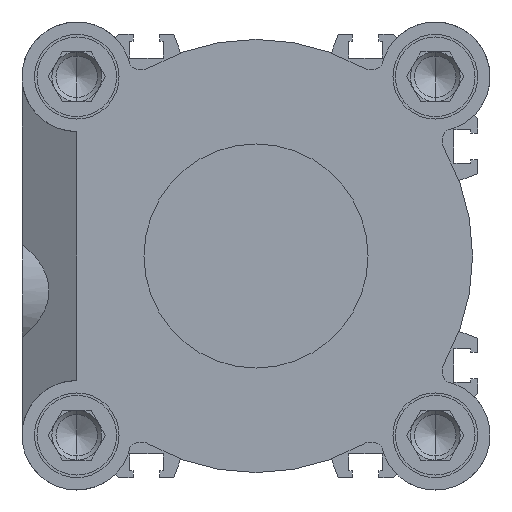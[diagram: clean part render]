
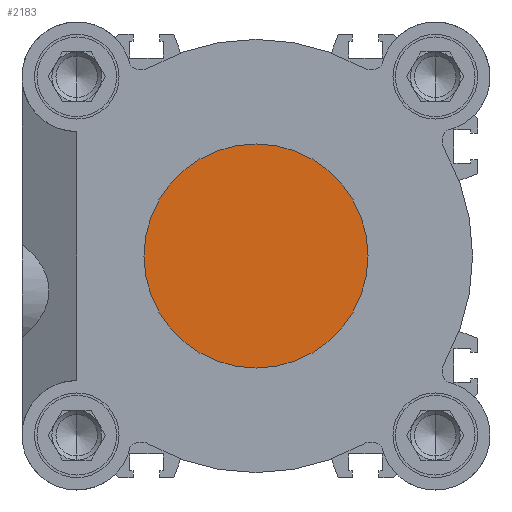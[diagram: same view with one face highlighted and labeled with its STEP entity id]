
A CAD part, left-side view. The second image highlights one B-rep face of the part: STEP entity #2183.
In plain terms, the highlighted face is planar.
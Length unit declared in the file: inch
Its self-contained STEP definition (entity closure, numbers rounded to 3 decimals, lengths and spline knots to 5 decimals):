
#685 = DIRECTION ( 'NONE',  ( 0., 0., 1. ) ) ;
#1058 = CARTESIAN_POINT ( 'NONE',  ( 1.65354, 0., 0.88583 ) ) ;
#1424 = ORIENTED_EDGE ( 'NONE', *, *, #8693, .F. ) ;
#1743 = CARTESIAN_POINT ( 'NONE',  ( 1.65354, 0., 0. ) ) ;
#2009 = CARTESIAN_POINT ( 'NONE',  ( 1.65354, 0., 0. ) ) ;
#2183 = ADVANCED_FACE ( 'NONE', ( #9363 ), #9597, .F. ) ;
#2743 = DIRECTION ( 'NONE',  ( 0., 0., 1. ) ) ;
#2782 = AXIS2_PLACEMENT_3D ( 'NONE', #7609, #6638, #685 ) ;
#2899 = AXIS2_PLACEMENT_3D ( 'NONE', #2009, #8949, #2998 ) ;
#2998 = DIRECTION ( 'NONE',  ( 0., 0., 1. ) ) ;
#4266 = VERTEX_POINT ( 'NONE', #1058 ) ;
#5105 = CIRCLE ( 'NONE', #2899, 0.88583 ) ;
#5168 = ORIENTED_EDGE ( 'NONE', *, *, #11111, .F. ) ;
#6638 = DIRECTION ( 'NONE',  ( -1., 0., 0. ) ) ;
#7291 = CIRCLE ( 'NONE', #7330, 0.88583 ) ;
#7330 = AXIS2_PLACEMENT_3D ( 'NONE', #1743, #8697, #2743 ) ;
#7609 = CARTESIAN_POINT ( 'NONE',  ( 1.65354, 0.88583, 0. ) ) ;
#7637 = VERTEX_POINT ( 'NONE', #8210 ) ;
#8210 = CARTESIAN_POINT ( 'NONE',  ( 1.65354, 0., -0.88583 ) ) ;
#8693 = EDGE_CURVE ( 'NONE', #4266, #7637, #7291, .T. ) ;
#8697 = DIRECTION ( 'NONE',  ( -1., 0., 0. ) ) ;
#8949 = DIRECTION ( 'NONE',  ( -1., 0., 0. ) ) ;
#9363 = FACE_OUTER_BOUND ( 'NONE', #11386, .T. ) ;
#9597 = PLANE ( 'NONE',  #2782 ) ;
#11111 = EDGE_CURVE ( 'NONE', #7637, #4266, #5105, .T. ) ;
#11386 = EDGE_LOOP ( 'NONE', ( #1424, #5168 ) ) ;
